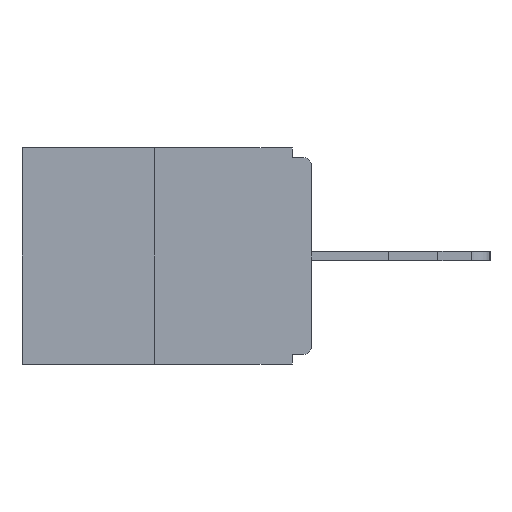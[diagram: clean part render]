
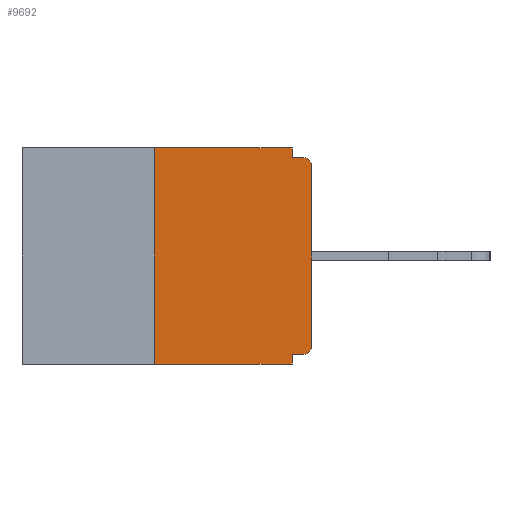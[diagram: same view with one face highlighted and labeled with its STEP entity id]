
A CAD part, left-side view. The second image highlights one B-rep face of the part: STEP entity #9692.
In plain terms, the highlighted planar face has unit normal (-1, 0, 0).
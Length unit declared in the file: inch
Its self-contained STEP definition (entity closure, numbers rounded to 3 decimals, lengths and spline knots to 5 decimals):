
#50 = CARTESIAN_POINT ( 'NONE',  ( 0., 0.031, -0.328 ) ) ;
#550 = VECTOR ( 'NONE', #16894, 39.37008 ) ;
#599 = EDGE_CURVE ( 'NONE', #23729, #2184, #20739, .T. ) ;
#1021 = DIRECTION ( 'NONE',  ( 0., 0., -1. ) ) ;
#1184 = ORIENTED_EDGE ( 'NONE', *, *, #9902, .F. ) ;
#1575 = LINE ( 'NONE', #9839, #15743 ) ;
#1910 = CARTESIAN_POINT ( 'NONE',  ( 0., 0.031, 0. ) ) ;
#1971 = CARTESIAN_POINT ( 'NONE',  ( 0., 0.031, -0.343 ) ) ;
#2184 = VERTEX_POINT ( 'NONE', #8774 ) ;
#2232 = ORIENTED_EDGE ( 'NONE', *, *, #26289, .F. ) ;
#2294 = DIRECTION ( 'NONE',  ( 0., 1., 0. ) ) ;
#2840 = DIRECTION ( 'NONE',  ( -1., 0., 0. ) ) ;
#3712 = CARTESIAN_POINT ( 'NONE',  ( 0., 0.46, 0. ) ) ;
#4096 = VECTOR ( 'NONE', #16486, 39.37008 ) ;
#4821 = CARTESIAN_POINT ( 'NONE',  ( 0., 0.031, 0. ) ) ;
#5673 = CIRCLE ( 'NONE', #17322, 0.015 ) ;
#6445 = EDGE_CURVE ( 'NONE', #23414, #23729, #5673, .T. ) ;
#6680 = DIRECTION ( 'NONE',  ( 0., 0., -1. ) ) ;
#6786 = CARTESIAN_POINT ( 'NONE',  ( 0., 0.031, -0.015 ) ) ;
#6802 = EDGE_LOOP ( 'NONE', ( #1184, #19027, #16603, #27451, #7848, #26428, #7804, #14107, #2232, #25036 ) ) ;
#6824 = DIRECTION ( 'NONE',  ( 1., 0., 0. ) ) ;
#7190 = CARTESIAN_POINT ( 'NONE',  ( 0., 0.015, -0.313 ) ) ;
#7512 = DIRECTION ( 'NONE',  ( 0., 0., -1. ) ) ;
#7804 = ORIENTED_EDGE ( 'NONE', *, *, #599, .T. ) ;
#7848 = ORIENTED_EDGE ( 'NONE', *, *, #21789, .F. ) ;
#7939 = EDGE_CURVE ( 'NONE', #8656, #17717, #18541, .T. ) ;
#8125 = VERTEX_POINT ( 'NONE', #4821 ) ;
#8314 = EDGE_CURVE ( 'NONE', #2184, #20558, #17283, .T. ) ;
#8514 = CARTESIAN_POINT ( 'NONE',  ( 0., 0.46, 0. ) ) ;
#8656 = VERTEX_POINT ( 'NONE', #22006 ) ;
#8774 = CARTESIAN_POINT ( 'NONE',  ( 0., 0., -0.03 ) ) ;
#9692 = ADVANCED_FACE ( 'NONE', ( #26019 ), #24056, .F. ) ;
#9839 = CARTESIAN_POINT ( 'NONE',  ( 0., 0.25, 0. ) ) ;
#9902 = EDGE_CURVE ( 'NONE', #21698, #8125, #18405, .T. ) ;
#10096 = CARTESIAN_POINT ( 'NONE',  ( 0., 0., 0. ) ) ;
#11272 = CARTESIAN_POINT ( 'NONE',  ( 0., 0., -0.313 ) ) ;
#11401 = VECTOR ( 'NONE', #18638, 39.37008 ) ;
#12105 = VECTOR ( 'NONE', #15160, 39.37008 ) ;
#13191 = VECTOR ( 'NONE', #2294, 39.37008 ) ;
#14055 = DIRECTION ( 'NONE',  ( 0., 0., 1. ) ) ;
#14107 = ORIENTED_EDGE ( 'NONE', *, *, #8314, .T. ) ;
#15136 = CARTESIAN_POINT ( 'NONE',  ( 0., 0.015, -0.328 ) ) ;
#15160 = DIRECTION ( 'NONE',  ( 0., -1., 0. ) ) ;
#15307 = EDGE_CURVE ( 'NONE', #26841, #17717, #22913, .T. ) ;
#15737 = DIRECTION ( 'NONE',  ( 0., 0., -1. ) ) ;
#15743 = VECTOR ( 'NONE', #14055, 39.37008 ) ;
#16486 = DIRECTION ( 'NONE',  ( 0., -1., 0. ) ) ;
#16603 = ORIENTED_EDGE ( 'NONE', *, *, #7939, .T. ) ;
#16894 = DIRECTION ( 'NONE',  ( 0., 0., -1. ) ) ;
#17283 = CIRCLE ( 'NONE', #21778, 0.015 ) ;
#17322 = AXIS2_PLACEMENT_3D ( 'NONE', #7190, #20221, #15737 ) ;
#17717 = VERTEX_POINT ( 'NONE', #1971 ) ;
#18335 = VERTEX_POINT ( 'NONE', #6786 ) ;
#18405 = LINE ( 'NONE', #3712, #12105 ) ;
#18541 = LINE ( 'NONE', #25431, #24088 ) ;
#18638 = DIRECTION ( 'NONE',  ( 0., 0., 1. ) ) ;
#19027 = ORIENTED_EDGE ( 'NONE', *, *, #19103, .F. ) ;
#19103 = EDGE_CURVE ( 'NONE', #8656, #21698, #1575, .T. ) ;
#19618 = EDGE_CURVE ( 'NONE', #8125, #18335, #21254, .T. ) ;
#19716 = CARTESIAN_POINT ( 'NONE',  ( 0., 0.015, -0.015 ) ) ;
#20221 = DIRECTION ( 'NONE',  ( -1., 0., 0. ) ) ;
#20558 = VERTEX_POINT ( 'NONE', #19716 ) ;
#20739 = LINE ( 'NONE', #10096, #11401 ) ;
#20932 = LINE ( 'NONE', #21495, #13191 ) ;
#21254 = LINE ( 'NONE', #1910, #550 ) ;
#21495 = CARTESIAN_POINT ( 'NONE',  ( 0., 0., -0.328 ) ) ;
#21698 = VERTEX_POINT ( 'NONE', #27364 ) ;
#21778 = AXIS2_PLACEMENT_3D ( 'NONE', #24832, #2840, #1021 ) ;
#21789 = EDGE_CURVE ( 'NONE', #23414, #26841, #20932, .T. ) ;
#22006 = CARTESIAN_POINT ( 'NONE',  ( 0., 0.25, -0.343 ) ) ;
#22870 = AXIS2_PLACEMENT_3D ( 'NONE', #8514, #6824, #6680 ) ;
#22913 = LINE ( 'NONE', #24751, #26621 ) ;
#22941 = LINE ( 'NONE', #25344, #4096 ) ;
#23033 = DIRECTION ( 'NONE',  ( 0., -1., 0. ) ) ;
#23414 = VERTEX_POINT ( 'NONE', #15136 ) ;
#23729 = VERTEX_POINT ( 'NONE', #11272 ) ;
#24056 = PLANE ( 'NONE',  #22870 ) ;
#24088 = VECTOR ( 'NONE', #23033, 39.37008 ) ;
#24751 = CARTESIAN_POINT ( 'NONE',  ( 0., 0.031, -0.343 ) ) ;
#24832 = CARTESIAN_POINT ( 'NONE',  ( 0., 0.015, -0.03 ) ) ;
#25036 = ORIENTED_EDGE ( 'NONE', *, *, #19618, .F. ) ;
#25344 = CARTESIAN_POINT ( 'NONE',  ( 0., 0., -0.015 ) ) ;
#25431 = CARTESIAN_POINT ( 'NONE',  ( 0., 0.46, -0.343 ) ) ;
#26019 = FACE_OUTER_BOUND ( 'NONE', #6802, .T. ) ;
#26289 = EDGE_CURVE ( 'NONE', #18335, #20558, #22941, .T. ) ;
#26428 = ORIENTED_EDGE ( 'NONE', *, *, #6445, .T. ) ;
#26621 = VECTOR ( 'NONE', #7512, 39.37008 ) ;
#26841 = VERTEX_POINT ( 'NONE', #50 ) ;
#27364 = CARTESIAN_POINT ( 'NONE',  ( 0., 0.25, 0. ) ) ;
#27451 = ORIENTED_EDGE ( 'NONE', *, *, #15307, .F. ) ;
